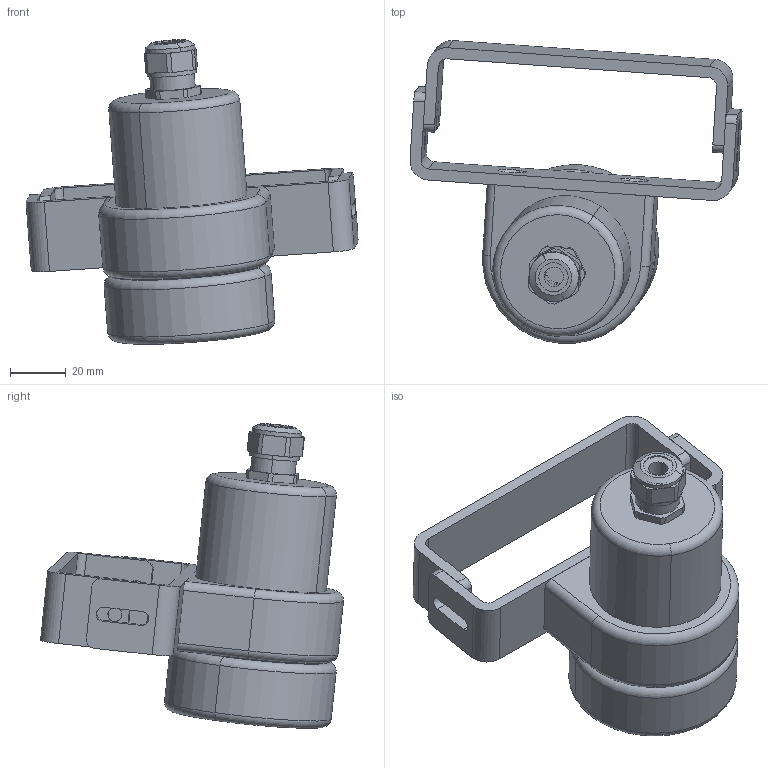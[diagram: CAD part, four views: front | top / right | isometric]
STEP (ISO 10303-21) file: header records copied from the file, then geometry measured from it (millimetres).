
FILE_DESCRIPTION(('CATIA V5 STEP Exchange'),'2;1');
FILE_NAME('10W_valopaa.stp','2007-09-06T18:49:55+00:00',('none'),('none'),'CATIA Version 5 Release 17 (IN-10)','CATIA V5 STEP AP203','none');
FILE_SCHEMA(('CONFIG_CONTROL_DESIGN'));
Length unit declared in the file: millimetre
Products named in the file (2): Product1; Product3
Assembly tree (13 placements, depth 3):
  Product1
    #56
    Product3
      #850
      #1562
      #2005
    #2889
    #3201
    #3537
    #4159
    #5201
    #5996
    #6100
    #6441
Bounding box: 118.74 x 108.33 x 108.95 mm (x, y, z)
Volume: 192797.6 mm3; surface area: 89248.7 mm2
Topology: 12 solids, 12 shells, 237 faces, 550 edges, 355 vertices
Faces by surface type: cylinder 109, plane 96, cone 14, torus 10, sphere 4, revolution 4
Entity records: 6589 total; most frequent: CARTESIAN_POINT 1195, ORIENTED_EDGE 1080, DIRECTION 912, EDGE_CURVE 540, AXIS2_PLACEMENT_3D 452, VERTEX_POINT 351, EDGE_LOOP 289, VECTOR 268
